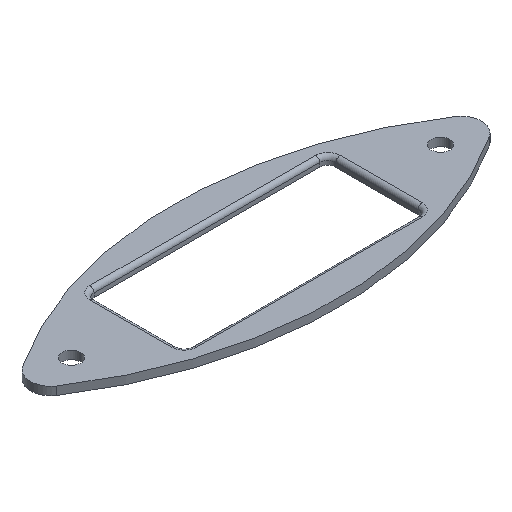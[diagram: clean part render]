
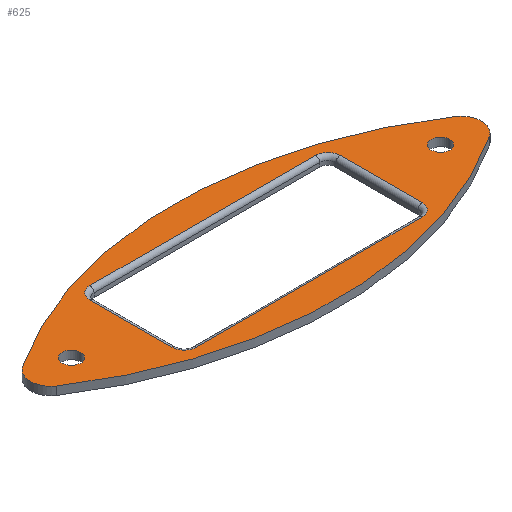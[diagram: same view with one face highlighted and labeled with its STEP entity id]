
A CAD part, isometric view. The second image highlights one B-rep face of the part: STEP entity #625.
In plain terms, the highlighted planar face has unit normal (0, 0, 1).
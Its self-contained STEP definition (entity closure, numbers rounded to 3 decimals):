
#167=CARTESIAN_POINT('',(0.,-75.833,2.));
#168=DIRECTION('',(0.,0.,1.));
#169=DIRECTION('',(0.55,0.835,0.));
#170=AXIS2_PLACEMENT_3D('',#167,#168,#169);
#172=CARTESIAN_POINT('',(50.,0.,2.));
#173=DIRECTION('',(0.,0.,1.));
#174=DIRECTION('',(0.55,-0.835,0.));
#175=AXIS2_PLACEMENT_3D('',#172,#173,#174);
#177=CARTESIAN_POINT('',(0.,75.833,2.));
#178=DIRECTION('',(0.,0.,1.));
#179=DIRECTION('',(-0.55,-0.835,0.));
#180=AXIS2_PLACEMENT_3D('',#177,#178,#179);
#182=CARTESIAN_POINT('',(-50.,0.,2.));
#183=DIRECTION('',(0.,0.,1.));
#184=DIRECTION('',(-0.55,0.835,0.));
#185=AXIS2_PLACEMENT_3D('',#182,#183,#184);
#187=CARTESIAN_POINT('',(45.,0.,2.));
#188=DIRECTION('',(0.,0.,-1.));
#189=DIRECTION('',(-1.,0.,0.));
#190=AXIS2_PLACEMENT_3D('',#187,#188,#189);
#192=CARTESIAN_POINT('',(45.,0.,2.));
#193=DIRECTION('',(0.,0.,-1.));
#194=DIRECTION('',(1.,0.,0.));
#195=AXIS2_PLACEMENT_3D('',#192,#193,#194);
#197=CARTESIAN_POINT('',(-45.,0.,2.));
#198=DIRECTION('',(0.,0.,1.));
#199=DIRECTION('',(1.,0.,0.));
#200=AXIS2_PLACEMENT_3D('',#197,#198,#199);
#202=CARTESIAN_POINT('',(-45.,0.,2.));
#203=DIRECTION('',(0.,0.,1.));
#204=DIRECTION('',(-1.,0.,0.));
#205=AXIS2_PLACEMENT_3D('',#202,#203,#204);
#207=CARTESIAN_POINT('',(27.5,-10.,2.));
#208=DIRECTION('',(0.,0.,-1.));
#209=DIRECTION('',(1.,0.,0.));
#210=AXIS2_PLACEMENT_3D('',#207,#208,#209);
#212=DIRECTION('',(0.,-1.,0.));
#213=VECTOR('',#212,20.);
#214=CARTESIAN_POINT('',(30.5,10.,2.));
#215=LINE('',#214,#213);
#216=CARTESIAN_POINT('',(27.5,10.,2.));
#217=DIRECTION('',(0.,0.,-1.));
#218=DIRECTION('',(0.,1.,0.));
#219=AXIS2_PLACEMENT_3D('',#216,#217,#218);
#221=DIRECTION('',(1.,0.,0.));
#222=VECTOR('',#221,55.);
#223=CARTESIAN_POINT('',(-27.5,13.,2.));
#224=LINE('',#223,#222);
#225=CARTESIAN_POINT('',(-27.5,10.,2.));
#226=DIRECTION('',(0.,0.,-1.));
#227=DIRECTION('',(-1.,0.,0.));
#228=AXIS2_PLACEMENT_3D('',#225,#226,#227);
#230=DIRECTION('',(0.,1.,0.));
#231=VECTOR('',#230,20.);
#232=CARTESIAN_POINT('',(-30.5,-10.,2.));
#233=LINE('',#232,#231);
#234=CARTESIAN_POINT('',(-27.5,-10.,2.));
#235=DIRECTION('',(0.,0.,-1.));
#236=DIRECTION('',(0.,-1.,0.));
#237=AXIS2_PLACEMENT_3D('',#234,#235,#236);
#239=DIRECTION('',(-1.,0.,0.));
#240=VECTOR('',#239,55.);
#241=CARTESIAN_POINT('',(27.5,-13.,2.));
#242=LINE('',#241,#240);
#375=CARTESIAN_POINT('',(52.752,4.174,2.));
#376=CARTESIAN_POINT('',(-52.752,4.174,2.));
#377=VERTEX_POINT('',#375);
#378=VERTEX_POINT('',#376);
#379=CARTESIAN_POINT('',(-52.752,-4.174,2.));
#380=VERTEX_POINT('',#379);
#381=CARTESIAN_POINT('',(52.752,-4.174,2.));
#382=VERTEX_POINT('',#381);
#387=CARTESIAN_POINT('',(42.75,0.,2.));
#388=CARTESIAN_POINT('',(47.25,0.,2.));
#389=VERTEX_POINT('',#387);
#390=VERTEX_POINT('',#388);
#395=CARTESIAN_POINT('',(-42.75,0.,2.));
#396=CARTESIAN_POINT('',(-47.25,0.,2.));
#397=VERTEX_POINT('',#395);
#398=VERTEX_POINT('',#396);
#415=CARTESIAN_POINT('',(30.5,-10.,2.));
#416=CARTESIAN_POINT('',(27.5,-13.,2.));
#417=VERTEX_POINT('',#415);
#418=VERTEX_POINT('',#416);
#423=CARTESIAN_POINT('',(-27.5,-13.,2.));
#424=VERTEX_POINT('',#423);
#427=CARTESIAN_POINT('',(-30.5,-10.,2.));
#428=VERTEX_POINT('',#427);
#431=CARTESIAN_POINT('',(-30.5,10.,2.));
#432=VERTEX_POINT('',#431);
#435=CARTESIAN_POINT('',(-27.5,13.,2.));
#436=VERTEX_POINT('',#435);
#439=CARTESIAN_POINT('',(27.5,13.,2.));
#440=VERTEX_POINT('',#439);
#443=CARTESIAN_POINT('',(30.5,10.,2.));
#444=VERTEX_POINT('',#443);
#584=CARTESIAN_POINT('',(0.,0.,2.));
#585=DIRECTION('',(0.,0.,1.));
#586=DIRECTION('',(1.,0.,0.));
#587=AXIS2_PLACEMENT_3D('',#584,#585,#586);
#588=PLANE('',#587);
#589=ORIENTED_EDGE('',*,*,#508,.F.);
#590=ORIENTED_EDGE('',*,*,#530,.F.);
#591=ORIENTED_EDGE('',*,*,#551,.F.);
#592=ORIENTED_EDGE('',*,*,#571,.F.);
#593=EDGE_LOOP('',(#589,#590,#591,#592));
#594=FACE_OUTER_BOUND('',#593,.F.);
#596=ORIENTED_EDGE('',*,*,#595,.F.);
#598=ORIENTED_EDGE('',*,*,#597,.F.);
#599=EDGE_LOOP('',(#596,#598));
#600=FACE_BOUND('',#599,.F.);
#602=ORIENTED_EDGE('',*,*,#601,.T.);
#604=ORIENTED_EDGE('',*,*,#603,.T.);
#605=EDGE_LOOP('',(#602,#604));
#606=FACE_BOUND('',#605,.F.);
#608=ORIENTED_EDGE('',*,*,#607,.F.);
#610=ORIENTED_EDGE('',*,*,#609,.F.);
#612=ORIENTED_EDGE('',*,*,#611,.F.);
#614=ORIENTED_EDGE('',*,*,#613,.F.);
#616=ORIENTED_EDGE('',*,*,#615,.F.);
#618=ORIENTED_EDGE('',*,*,#617,.F.);
#620=ORIENTED_EDGE('',*,*,#619,.F.);
#622=ORIENTED_EDGE('',*,*,#621,.F.);
#623=EDGE_LOOP('',(#608,#610,#612,#614,#616,#618,#620,#622));
#624=FACE_BOUND('',#623,.F.);
#625=ADVANCED_FACE('',(#594,#600,#606,#624),#588,.T.);
#171=CIRCLE('',#170,95.833);
#176=CIRCLE('',#175,5.);
#181=CIRCLE('',#180,95.833);
#186=CIRCLE('',#185,5.);
#191=CIRCLE('',#190,2.25);
#196=CIRCLE('',#195,2.25);
#201=CIRCLE('',#200,2.25);
#206=CIRCLE('',#205,2.25);
#211=CIRCLE('',#210,3.);
#220=CIRCLE('',#219,3.);
#229=CIRCLE('',#228,3.);
#238=CIRCLE('',#237,3.);
#508=EDGE_CURVE('',#377,#378,#171,.T.);
#530=EDGE_CURVE('',#382,#377,#176,.T.);
#551=EDGE_CURVE('',#380,#382,#181,.T.);
#571=EDGE_CURVE('',#378,#380,#186,.T.);
#595=EDGE_CURVE('',#389,#390,#191,.T.);
#597=EDGE_CURVE('',#390,#389,#196,.T.);
#601=EDGE_CURVE('',#397,#398,#201,.T.);
#603=EDGE_CURVE('',#398,#397,#206,.T.);
#607=EDGE_CURVE('',#417,#418,#211,.T.);
#609=EDGE_CURVE('',#444,#417,#215,.T.);
#611=EDGE_CURVE('',#440,#444,#220,.T.);
#613=EDGE_CURVE('',#436,#440,#224,.T.);
#615=EDGE_CURVE('',#432,#436,#229,.T.);
#617=EDGE_CURVE('',#428,#432,#233,.T.);
#619=EDGE_CURVE('',#424,#428,#238,.T.);
#621=EDGE_CURVE('',#418,#424,#242,.T.);
